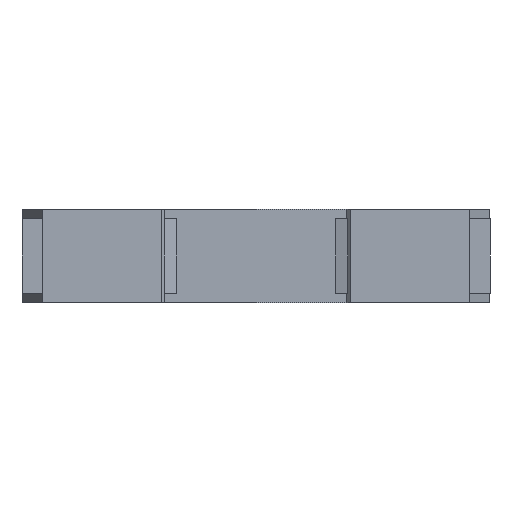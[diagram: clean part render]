
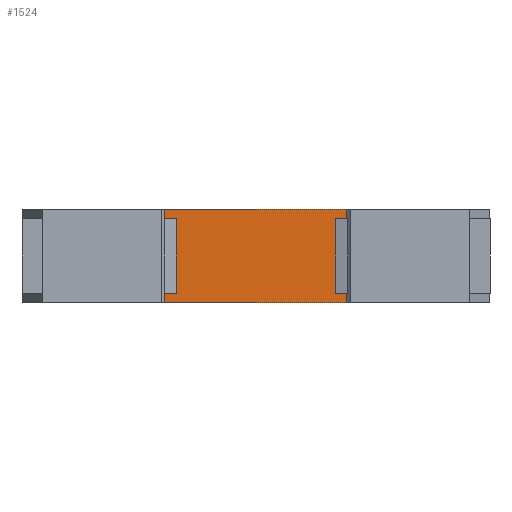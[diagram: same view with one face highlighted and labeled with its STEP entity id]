
A CAD part, front view. The second image highlights one B-rep face of the part: STEP entity #1524.
In plain terms, the highlighted planar face has unit normal (0, -1, 0).
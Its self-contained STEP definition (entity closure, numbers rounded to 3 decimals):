
#10 = CARTESIAN_POINT ( 'NONE',  ( 27.5, -61., 17.9 ) ) ;
#152 = FACE_OUTER_BOUND ( 'NONE', #2240, .T. ) ;
#353 = CARTESIAN_POINT ( 'NONE',  ( 62.5, -61., 0. ) ) ;
#354 = AXIS2_PLACEMENT_3D ( 'NONE', #3744, #3443, #4502 ) ;
#813 = EDGE_CURVE ( 'NONE', #4816, #4023, #4737, .T. ) ;
#936 = DIRECTION ( 'NONE',  ( 1., 0., 0. ) ) ;
#945 = EDGE_CURVE ( 'NONE', #4205, #4050, #1262, .T. ) ;
#962 = CARTESIAN_POINT ( 'NONE',  ( 0., -61., 0. ) ) ;
#1262 = LINE ( 'NONE', #2528, #2500 ) ;
#1488 = ORIENTED_EDGE ( 'NONE', *, *, #1983, .T. ) ;
#1524 = ADVANCED_FACE ( 'NONE', ( #152 ), #3679, .T. ) ;
#1552 = EDGE_CURVE ( 'NONE', #4050, #4023, #3845, .T. ) ;
#1796 = VECTOR ( 'NONE', #2790, 1000. ) ;
#1983 = EDGE_CURVE ( 'NONE', #4205, #4816, #4727, .T. ) ;
#2072 = CARTESIAN_POINT ( 'NONE',  ( 27.5, -61., 0. ) ) ;
#2203 = ORIENTED_EDGE ( 'NONE', *, *, #813, .T. ) ;
#2240 = EDGE_LOOP ( 'NONE', ( #3042, #2929, #1488, #2203 ) ) ;
#2500 = VECTOR ( 'NONE', #2589, 1000. ) ;
#2528 = CARTESIAN_POINT ( 'NONE',  ( 27.5, -61., 0. ) ) ;
#2589 = DIRECTION ( 'NONE',  ( 0., 0., 1. ) ) ;
#2720 = CARTESIAN_POINT ( 'NONE',  ( 62.5, -61., 17.9 ) ) ;
#2790 = DIRECTION ( 'NONE',  ( 0., 0., 1. ) ) ;
#2857 = CARTESIAN_POINT ( 'NONE',  ( 62.5, -61., 0. ) ) ;
#2929 = ORIENTED_EDGE ( 'NONE', *, *, #945, .F. ) ;
#3029 = VECTOR ( 'NONE', #3688, 1000. ) ;
#3042 = ORIENTED_EDGE ( 'NONE', *, *, #1552, .F. ) ;
#3414 = CARTESIAN_POINT ( 'NONE',  ( 0., -61., 17.9 ) ) ;
#3443 = DIRECTION ( 'NONE',  ( 0., -1., 0. ) ) ;
#3679 = PLANE ( 'NONE',  #354 ) ;
#3688 = DIRECTION ( 'NONE',  ( 1., 0., 0. ) ) ;
#3744 = CARTESIAN_POINT ( 'NONE',  ( 0., -61., 0. ) ) ;
#3845 = LINE ( 'NONE', #3414, #3029 ) ;
#3902 = VECTOR ( 'NONE', #936, 1000. ) ;
#4023 = VERTEX_POINT ( 'NONE', #2720 ) ;
#4050 = VERTEX_POINT ( 'NONE', #10 ) ;
#4205 = VERTEX_POINT ( 'NONE', #2072 ) ;
#4502 = DIRECTION ( 'NONE',  ( 0., 0., -1. ) ) ;
#4727 = LINE ( 'NONE', #962, #3902 ) ;
#4737 = LINE ( 'NONE', #2857, #1796 ) ;
#4816 = VERTEX_POINT ( 'NONE', #353 ) ;
